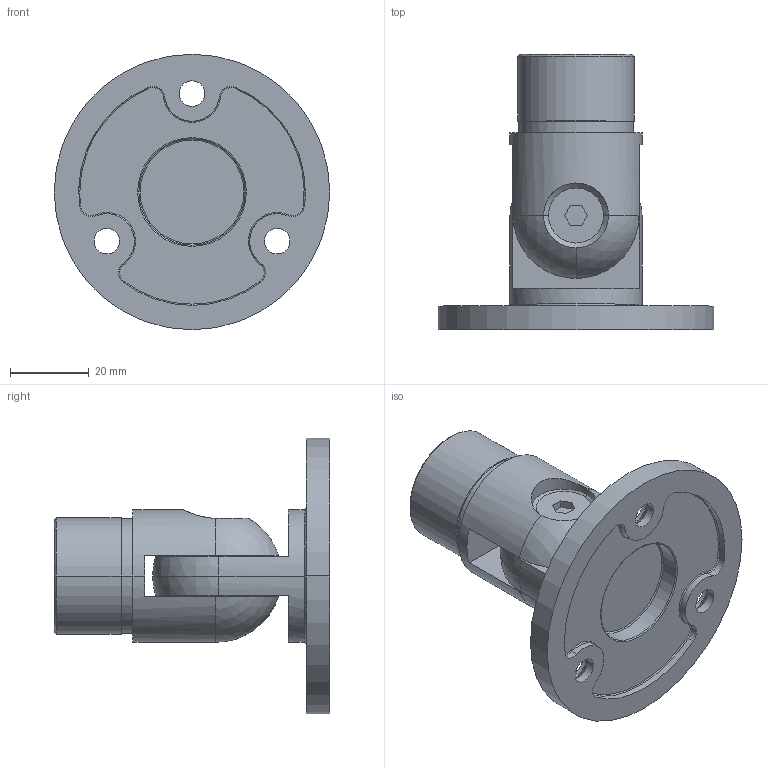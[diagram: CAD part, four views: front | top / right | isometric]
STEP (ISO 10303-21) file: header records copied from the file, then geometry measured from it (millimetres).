
FILE_DESCRIPTION (( 'STEP AP203' ), '1' );
FILE_NAME ('A_0945-233.STEP', '2019-06-03T11:55:49', ( '' ), ( '' ), 'SwSTEP 2.0', 'SolidWorks 2013', '' );
FILE_SCHEMA (( 'CONFIG_CONTROL_DESIGN' ));
Length unit declared in the file: millimetre
Products named in the file (4): A_0945-233.P2; A_0945-233.P1; A_0945-233; DIN 7991 M8x20_Skrutka M 8x 30
Assembly tree (3 placements, depth 2):
  A_0945-233
    A_0945-233.P1
    A_0945-233.P2
    DIN 7991 M8x20_Skrutka M 8x 30
Bounding box: 70 x 70 x 70 mm (x, y, z)
Volume: 48613.6 mm3; surface area: 24108.6 mm2
Topology: 3 solids, 3 shells, 128 faces, 292 edges, 177 vertices
Faces by surface type: cylinder 53, plane 24, torus 23, cone 18, sphere 10
Entity records: 4123 total; most frequent: DIRECTION 749, CARTESIAN_POINT 652, ORIENTED_EDGE 584, AXIS2_PLACEMENT_3D 324, EDGE_CURVE 292, CIRCLE 190, VERTEX_POINT 177, EDGE_LOOP 145
